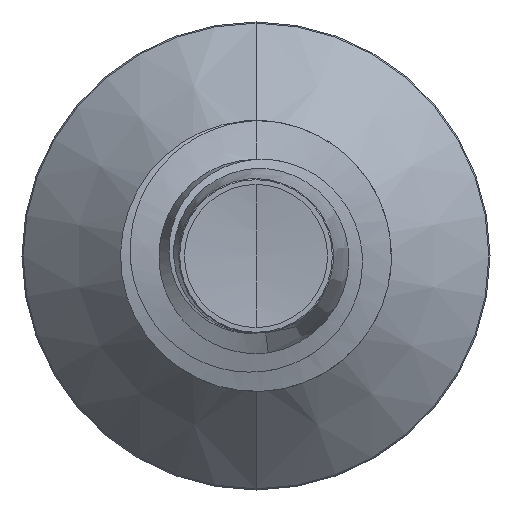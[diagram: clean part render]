
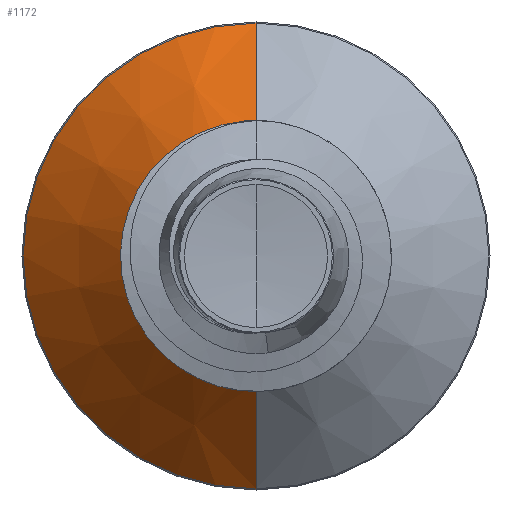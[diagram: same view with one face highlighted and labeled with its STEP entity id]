
A CAD part, front view. The second image highlights one B-rep face of the part: STEP entity #1172.
In plain terms, the highlighted conical face has half-angle 45 degrees and reference radius 1.034 mm.
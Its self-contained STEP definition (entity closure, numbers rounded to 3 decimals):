
#534 = DIRECTION ( 'NONE',  ( 0., 0., 1. ) ) ;
#544 = DIRECTION ( 'NONE',  ( 0., 1., 0. ) ) ;
#556 = CARTESIAN_POINT ( 'NONE',  ( 0., 2.64, 0. ) ) ;
#692 = EDGE_CURVE ( 'NONE', #8255, #6991, #2316, .T. ) ;
#723 = CONICAL_SURFACE ( 'NONE', #1119, 1.034, 0.785 ) ;
#841 = LINE ( 'NONE', #5319, #6843 ) ;
#917 = ORIENTED_EDGE ( 'NONE', *, *, #7935, .F. ) ;
#1049 = ORIENTED_EDGE ( 'NONE', *, *, #692, .F. ) ;
#1119 = AXIS2_PLACEMENT_3D ( 'NONE', #6418, #6327, #5858 ) ;
#1172 = ADVANCED_FACE ( 'NONE', ( #1294 ), #723, .T. ) ;
#1262 = LINE ( 'NONE', #6075, #6635 ) ;
#1294 = FACE_OUTER_BOUND ( 'NONE', #9363, .T. ) ;
#1328 = VERTEX_POINT ( 'NONE', #10639 ) ;
#2316 = CIRCLE ( 'NONE', #9274, 1.89 ) ;
#2338 = CIRCLE ( 'NONE', #10362, 1.034 ) ;
#4155 = CARTESIAN_POINT ( 'NONE',  ( 0., 2.64, -1.89 ) ) ;
#4585 = DIRECTION ( 'NONE',  ( 0., 0., 1. ) ) ;
#4587 = DIRECTION ( 'NONE',  ( 0., 1., 0. ) ) ;
#4598 = CARTESIAN_POINT ( 'NONE',  ( 0., 1.784, 0. ) ) ;
#5306 = DIRECTION ( 'NONE',  ( 0., 0.707, -0.707 ) ) ;
#5319 = CARTESIAN_POINT ( 'NONE',  ( 0., 1.784, -1.034 ) ) ;
#5494 = DIRECTION ( 'NONE',  ( 0., 0.707, 0.707 ) ) ;
#5858 = DIRECTION ( 'NONE',  ( 0., 0., 1. ) ) ;
#6075 = CARTESIAN_POINT ( 'NONE',  ( 0., 1.784, 1.034 ) ) ;
#6114 = CARTESIAN_POINT ( 'NONE',  ( 0., 1.784, 1.034 ) ) ;
#6327 = DIRECTION ( 'NONE',  ( 0., 1., 0. ) ) ;
#6418 = CARTESIAN_POINT ( 'NONE',  ( 0., 1.784, 0. ) ) ;
#6635 = VECTOR ( 'NONE', #5494, 1000. ) ;
#6843 = VECTOR ( 'NONE', #5306, 1000. ) ;
#6991 = VERTEX_POINT ( 'NONE', #9732 ) ;
#7721 = EDGE_CURVE ( 'NONE', #10207, #6991, #1262, .T. ) ;
#7935 = EDGE_CURVE ( 'NONE', #1328, #8255, #841, .T. ) ;
#8090 = EDGE_CURVE ( 'NONE', #1328, #10207, #2338, .T. ) ;
#8255 = VERTEX_POINT ( 'NONE', #4155 ) ;
#9274 = AXIS2_PLACEMENT_3D ( 'NONE', #556, #544, #534 ) ;
#9363 = EDGE_LOOP ( 'NONE', ( #917, #9960, #10280, #1049 ) ) ;
#9732 = CARTESIAN_POINT ( 'NONE',  ( 0., 2.64, 1.89 ) ) ;
#9960 = ORIENTED_EDGE ( 'NONE', *, *, #8090, .T. ) ;
#10207 = VERTEX_POINT ( 'NONE', #6114 ) ;
#10280 = ORIENTED_EDGE ( 'NONE', *, *, #7721, .T. ) ;
#10362 = AXIS2_PLACEMENT_3D ( 'NONE', #4598, #4587, #4585 ) ;
#10639 = CARTESIAN_POINT ( 'NONE',  ( 0., 1.784, -1.034 ) ) ;
